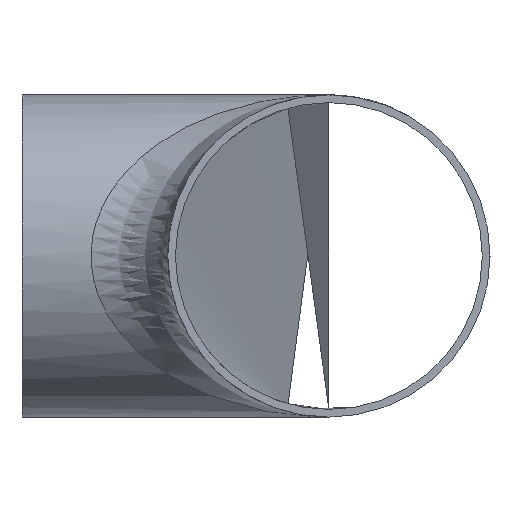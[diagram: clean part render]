
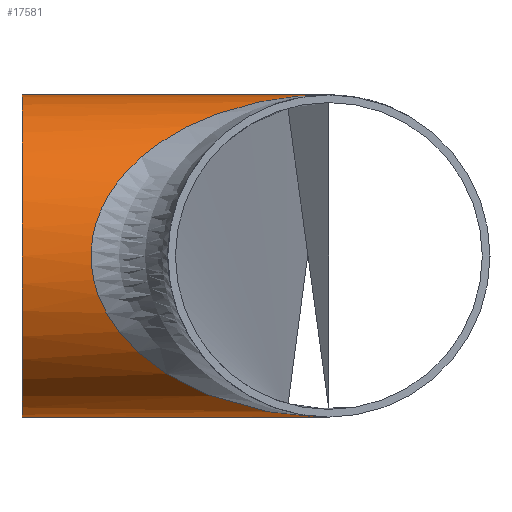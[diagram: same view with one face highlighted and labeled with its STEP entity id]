
A CAD part, left-side view. The second image highlights one B-rep face of the part: STEP entity #17581.
In plain terms, the highlighted cylindrical face has radius 42 mm (diameter 84 mm), a full revolution.
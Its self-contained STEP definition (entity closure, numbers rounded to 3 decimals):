
#377 = CARTESIAN_POINT ( 'NONE',  ( 0., 0., -42. ) ) ;
#904 = VERTEX_POINT ( 'NONE', #16383 ) ;
#1087 = CARTESIAN_POINT ( 'NONE',  ( 0., 0., 42. ) ) ;
#1865 = CARTESIAN_POINT ( 'NONE',  ( 84., 124., -42. ) ) ;
#2323 = CYLINDRICAL_SURFACE ( 'NONE', #19239, 42. ) ;
#3696 = VERTEX_POINT ( 'NONE', #16680 ) ;
#3726 = FACE_OUTER_BOUND ( 'NONE', #14281, .T. ) ;
#3920 = CARTESIAN_POINT ( 'NONE',  ( -84., 124., -42. ) ) ;
#5852 = FACE_OUTER_BOUND ( 'NONE', #9738, .T. ) ;
#6128 = CIRCLE ( 'NONE', #14311, 42. ) ;
#6216 = CARTESIAN_POINT ( 'NONE',  ( 0., 0., 42. ) ) ;
#7022 = CARTESIAN_POINT ( 'NONE',  ( 0., 0., -42. ) ) ;
#7452 =( BOUNDED_CURVE ( )  B_SPLINE_CURVE ( 3, ( #7022, #3920, #19298, #1087 ),
 .UNSPECIFIED., .F., .F. ) 
 B_SPLINE_CURVE_WITH_KNOTS ( ( 4, 4 ),
 ( 1.571, 4.712 ),
 .UNSPECIFIED. ) 
 CURVE ( )  GEOMETRIC_REPRESENTATION_ITEM ( )  RATIONAL_B_SPLINE_CURVE ( ( 1., 0.333, 0.333, 1. ) ) 
 REPRESENTATION_ITEM ( '' )  );
#7852 = EDGE_CURVE ( 'NONE', #16459, #16459, #6128, .T. ) ;
#8001 = CARTESIAN_POINT ( 'NONE',  ( 0., 80., 0. ) ) ;
#8789 = CARTESIAN_POINT ( 'NONE',  ( 0., 80., -42. ) ) ;
#9065 = ORIENTED_EDGE ( 'NONE', *, *, #12643, .T. ) ;
#9738 = EDGE_LOOP ( 'NONE', ( #9065, #18662 ) ) ;
#11767 = ORIENTED_EDGE ( 'NONE', *, *, #7852, .T. ) ;
#12093 =( BOUNDED_CURVE ( )  B_SPLINE_CURVE ( 3, ( #6216, #18466, #1865, #377 ),
 .UNSPECIFIED., .F., .T. ) 
 B_SPLINE_CURVE_WITH_KNOTS ( ( 4, 4 ),
 ( 1.571, 4.712 ),
 .UNSPECIFIED. ) 
 CURVE ( )  GEOMETRIC_REPRESENTATION_ITEM ( )  RATIONAL_B_SPLINE_CURVE ( ( 1., 0.333, 0.333, 1. ) ) 
 REPRESENTATION_ITEM ( '' )  );
#12643 = EDGE_CURVE ( 'NONE', #3696, #904, #7452, .T. ) ;
#14281 = EDGE_LOOP ( 'NONE', ( #11767 ) ) ;
#14311 = AXIS2_PLACEMENT_3D ( 'NONE', #8001, #17136, #17205 ) ;
#14493 = CARTESIAN_POINT ( 'NONE',  ( 0., 0., 0. ) ) ;
#14626 = DIRECTION ( 'NONE',  ( 0., -1., 0. ) ) ;
#16260 = EDGE_CURVE ( 'NONE', #904, #3696, #12093, .T. ) ;
#16383 = CARTESIAN_POINT ( 'NONE',  ( 0., 0., 42. ) ) ;
#16459 = VERTEX_POINT ( 'NONE', #8789 ) ;
#16680 = CARTESIAN_POINT ( 'NONE',  ( 0., 0., -42. ) ) ;
#17136 = DIRECTION ( 'NONE',  ( 0., -1., 0. ) ) ;
#17205 = DIRECTION ( 'NONE',  ( 0., 0., -1. ) ) ;
#17581 = ADVANCED_FACE ( 'NONE', ( #3726, #5852 ), #2323, .T. ) ;
#17693 = DIRECTION ( 'NONE',  ( 0., 0., -1. ) ) ;
#18466 = CARTESIAN_POINT ( 'NONE',  ( 84., 124., 42. ) ) ;
#18662 = ORIENTED_EDGE ( 'NONE', *, *, #16260, .T. ) ;
#19239 = AXIS2_PLACEMENT_3D ( 'NONE', #14493, #14626, #17693 ) ;
#19298 = CARTESIAN_POINT ( 'NONE',  ( -84., 124., 42. ) ) ;
